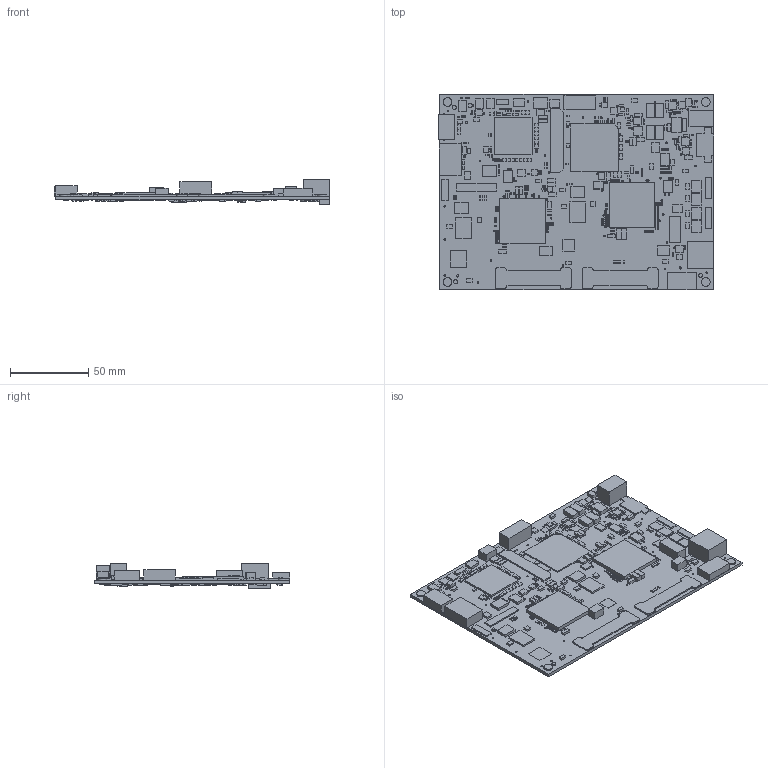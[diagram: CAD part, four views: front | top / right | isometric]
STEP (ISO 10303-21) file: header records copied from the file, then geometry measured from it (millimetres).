
FILE_DESCRIPTION(/* description */ ('PCB Design'),/* implementation_level */ '2;1');
FILE_NAME(/* name */ 'DLP-30246-01',/* time_stamp */ '2021-04-06T09:13:45-05:00',/* author */ ('a0225096'),/* organization */ (''),/* preprocessor_version */ 'ST-DEVELOPER v16',/* originating_system */ 'allegro_17.2P028',/* authorisation */ '');
FILE_SCHEMA (('AUTOMOTIVE_DESIGN { 1 0 10303 214 3 1 1 }'));
Length unit declared in the file: inch
Products named in the file (72): DLP-30246-01; BOARD_OUTLINE; COMPONENTS; SOIC8-SIL0008D_TI; CONN6-53261_MOLEX; WEEE_LOGO; FID30; CONN120-QTH_SAMTEC; ACD_ASSY_SM; CONN3-TMM-103-02-G-S_SAM; SOIC5-DCK_TI; SOIC6-DBV_TI; SOIC14-D_TI; BGA64-BGA_NUMONYX; U_5_DBV; 8WSON; SMT; 2X10POS; HDR7X2; RA-THRU-HOLE; 3POS-2P54MM; 10POS-2ROWS-2P54MM; SO8W; 516BGA; 6POS_1P25MM; 1210; 2312; 2010; 4002; 0805; 0804; 0603; PAPC712XTHRUHOLE; 4SMD; 6X6MM; 4THRUHOLE; 4POS-1P25MM; SOT235; SOT23-5; SOT-563 ...
Assembly tree (893 placements, depth 3):
  DLP-30246-01
    BOARD_OUTLINE
    COMPONENTS
      SOIC8-SIL0008D_TI
      CONN6-53261_MOLEX
      WEEE_LOGO
      FID30  x6
      CONN120-QTH_SAMTEC
      ACD_ASSY_SM
      CONN3-TMM-103-02-G-S_SAM  x2
      SOIC5-DCK_TI  x2
      SOIC6-DBV_TI  x2
      SOIC14-D_TI  x2
      BGA64-BGA_NUMONYX  x2
      U_5_DBV
      8WSON
      SMT
      2X10POS
      HDR7X2
      RA-THRU-HOLE
      3POS-2P54MM  x4
      10POS-2ROWS-2P54MM
      SO8W
      516BGA  x2
      6POS_1P25MM  x3
      1210
      2312  x4
      2010  x2
      4002  x3
      0805  x8
      0804  x18
      0603  x74
      PAPC712XTHRUHOLE
      4SMD
      6X6MM
      4THRUHOLE
      4POS-1P25MM  x3
      SOT235  x3
      SOT23-5  x2
      SOT-563  x4
      6POS-2ROWS-2MM  x2
      2X3_4P2MM_THRUHOLE
      6PINSXTAL
      8-SOIC
      TSSOP-8
      8SOIC
      SO8  x2
      8TSSOP
      8-VFSOP
      10-UFDFN  x4
      14-TSSOP
      14-VFQFN  x3
      SOT-23  x2
      5X5MM
      4X4MM  x3
      14POS-2ROWS-2MM
      150PINS  x2
      5015PAD  x21
      PN_DIODE
      2410
Bounding box: 175.92 x 125 x 16.54 mm (x, y, z)
Surface area: 77332.7 mm2 (no closed solid volume)
Topology: 0 solids, 893 shells, 5623 faces, 12613 edges, 7674 vertices
Faces by surface type: plane 4961, cylinder 662
Entity records: 36663 total; most frequent: ORIENTED_EDGE 4428, CARTESIAN_POINT 4260, DIRECTION 3685, AXIS2_PLACEMENT_3D 3554, EDGE_CURVE 2494, VERTEX_POINT 2036, VECTOR 1606, LINE 1606
